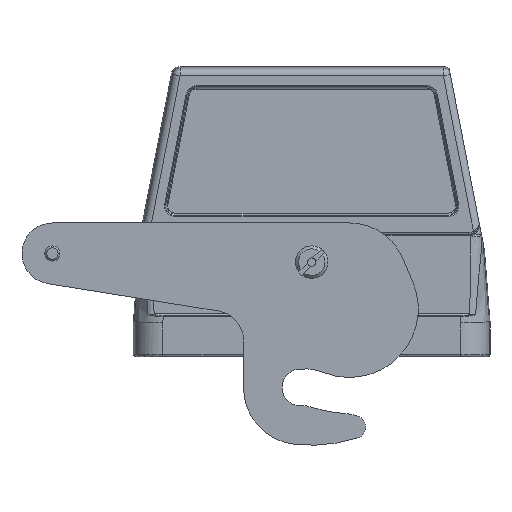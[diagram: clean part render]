
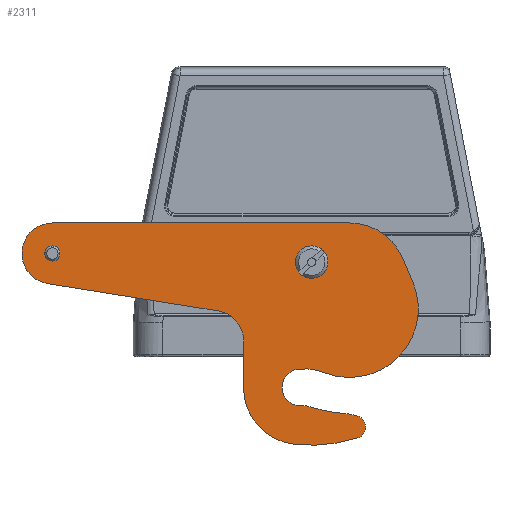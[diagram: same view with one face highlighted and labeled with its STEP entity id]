
A CAD part, front view. The second image highlights one B-rep face of the part: STEP entity #2311.
In plain terms, the highlighted planar face has unit normal (0, -1, 0).
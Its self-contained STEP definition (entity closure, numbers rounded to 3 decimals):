
#1635=FACE_BOUND('',#3686,.T.);
#1636=FACE_BOUND('',#3687,.T.);
#1637=FACE_BOUND('',#3688,.T.);
#2311=ADVANCED_FACE('',(#1635,#1636,#1637),#2546,.F.);
#2546=PLANE('',#13840);
#3686=EDGE_LOOP('',(#6299));
#3687=EDGE_LOOP('',(#6300));
#3688=EDGE_LOOP('',(#6301,#6302,#6303,#6304,#6305,#6306,#6307,#6308,#6309,
#6310,#6311,#6312,#6313,#6314,#6315,#6316));
#6299=ORIENTED_EDGE('',*,*,#8722,.T.);
#6300=ORIENTED_EDGE('',*,*,#8723,.T.);
#6301=ORIENTED_EDGE('',*,*,#8674,.F.);
#6302=ORIENTED_EDGE('',*,*,#8720,.F.);
#6303=ORIENTED_EDGE('',*,*,#8717,.F.);
#6304=ORIENTED_EDGE('',*,*,#8714,.F.);
#6305=ORIENTED_EDGE('',*,*,#8711,.F.);
#6306=ORIENTED_EDGE('',*,*,#8708,.F.);
#6307=ORIENTED_EDGE('',*,*,#8705,.F.);
#6308=ORIENTED_EDGE('',*,*,#8702,.F.);
#6309=ORIENTED_EDGE('',*,*,#8699,.F.);
#6310=ORIENTED_EDGE('',*,*,#8696,.F.);
#6311=ORIENTED_EDGE('',*,*,#8693,.F.);
#6312=ORIENTED_EDGE('',*,*,#8690,.F.);
#6313=ORIENTED_EDGE('',*,*,#8687,.F.);
#6314=ORIENTED_EDGE('',*,*,#8684,.F.);
#6315=ORIENTED_EDGE('',*,*,#8681,.F.);
#6316=ORIENTED_EDGE('',*,*,#8678,.F.);
#7325=VERTEX_POINT('',#24670);
#7326=VERTEX_POINT('',#24671);
#7329=VERTEX_POINT('',#24679);
#7331=VERTEX_POINT('',#24685);
#7333=VERTEX_POINT('',#24691);
#7335=VERTEX_POINT('',#24697);
#7337=VERTEX_POINT('',#24703);
#7339=VERTEX_POINT('',#24709);
#7341=VERTEX_POINT('',#24715);
#7343=VERTEX_POINT('',#24721);
#7345=VERTEX_POINT('',#24727);
#7347=VERTEX_POINT('',#24733);
#7349=VERTEX_POINT('',#24739);
#7351=VERTEX_POINT('',#24745);
#7353=VERTEX_POINT('',#24751);
#7355=VERTEX_POINT('',#24757);
#7357=VERTEX_POINT('',#24767);
#7358=VERTEX_POINT('',#24769);
#8674=EDGE_CURVE('',#7325,#7326,#9181,.T.);
#8678=EDGE_CURVE('',#7326,#7329,#9183,.T.);
#8681=EDGE_CURVE('',#7329,#7331,#9185,.T.);
#8684=EDGE_CURVE('',#7331,#7333,#11247,.T.);
#8687=EDGE_CURVE('',#7333,#7335,#9187,.T.);
#8690=EDGE_CURVE('',#7335,#7337,#11251,.T.);
#8693=EDGE_CURVE('',#7337,#7339,#9189,.T.);
#8696=EDGE_CURVE('',#7339,#7341,#11255,.T.);
#8699=EDGE_CURVE('',#7341,#7343,#9191,.T.);
#8702=EDGE_CURVE('',#7343,#7345,#11259,.T.);
#8705=EDGE_CURVE('',#7345,#7347,#9193,.T.);
#8708=EDGE_CURVE('',#7347,#7349,#9195,.T.);
#8711=EDGE_CURVE('',#7349,#7351,#9197,.T.);
#8714=EDGE_CURVE('',#7351,#7353,#9199,.T.);
#8717=EDGE_CURVE('',#7353,#7355,#9201,.T.);
#8720=EDGE_CURVE('',#7355,#7325,#9203,.T.);
#8722=EDGE_CURVE('',#7357,#7357,#9205,.T.);
#8723=EDGE_CURVE('',#7358,#7358,#9206,.T.);
#9181=CIRCLE('',#13797,3.);
#9183=CIRCLE('',#13800,40.);
#9185=CIRCLE('',#13803,15.);
#9187=CIRCLE('',#13807,8.);
#9189=CIRCLE('',#13811,8.);
#9191=CIRCLE('',#13815,15.);
#9193=CIRCLE('',#13819,18.);
#9195=CIRCLE('',#13822,15.);
#9197=CIRCLE('',#13825,4.85);
#9199=CIRCLE('',#13828,5.);
#9201=CIRCLE('',#13831,35.);
#9203=CIRCLE('',#13834,15.);
#9205=CIRCLE('',#13838,1.975);
#9206=CIRCLE('',#13839,4.25);
#11247=LINE('',#24690,#11958);
#11251=LINE('',#24702,#11962);
#11255=LINE('',#24714,#11966);
#11259=LINE('',#24726,#11970);
#11958=VECTOR('',#16272,1.);
#11962=VECTOR('',#16284,1.);
#11966=VECTOR('',#16296,1.);
#11970=VECTOR('',#16308,1.);
#13797=AXIS2_PLACEMENT_3D('',#24669,#16250,#16251);
#13800=AXIS2_PLACEMENT_3D('',#24678,#16258,#16259);
#13803=AXIS2_PLACEMENT_3D('',#24684,#16265,#16266);
#13807=AXIS2_PLACEMENT_3D('',#24696,#16277,#16278);
#13811=AXIS2_PLACEMENT_3D('',#24708,#16289,#16290);
#13815=AXIS2_PLACEMENT_3D('',#24720,#16301,#16302);
#13819=AXIS2_PLACEMENT_3D('',#24732,#16313,#16314);
#13822=AXIS2_PLACEMENT_3D('',#24738,#16320,#16321);
#13825=AXIS2_PLACEMENT_3D('',#24744,#16327,#16328);
#13828=AXIS2_PLACEMENT_3D('',#24750,#16334,#16335);
#13831=AXIS2_PLACEMENT_3D('',#24756,#16341,#16342);
#13834=AXIS2_PLACEMENT_3D('',#24762,#16348,#16349);
#13838=AXIS2_PLACEMENT_3D('',#24766,#16356,#16357);
#13839=AXIS2_PLACEMENT_3D('',#24768,#16358,#16359);
#13840=AXIS2_PLACEMENT_3D('',#24770,#16360,#16361);
#16250=DIRECTION('',(0.,1.,0.));
#16251=DIRECTION('',(-1.,0.,0.004));
#16258=DIRECTION('',(0.,1.,0.));
#16259=DIRECTION('',(-1.,0.,0.004));
#16265=DIRECTION('',(0.,1.,0.));
#16266=DIRECTION('',(-1.,0.,0.004));
#16272=DIRECTION('',(0.004,0.,1.));
#16277=DIRECTION('',(0.,-1.,0.));
#16278=DIRECTION('',(-1.,0.,0.004));
#16284=DIRECTION('',(-0.987,0.,0.158));
#16289=DIRECTION('',(0.,1.,0.));
#16290=DIRECTION('',(-1.,0.,0.004));
#16296=DIRECTION('',(1.,0.,0.));
#16301=DIRECTION('',(0.,1.,0.));
#16302=DIRECTION('',(-1.,0.,0.004));
#16308=DIRECTION('',(0.396,0.,-0.918));
#16313=DIRECTION('',(0.,1.,0.));
#16314=DIRECTION('',(-1.,0.,0.004));
#16320=DIRECTION('',(0.,-1.,0.));
#16321=DIRECTION('',(-1.,0.,0.004));
#16327=DIRECTION('',(0.,-1.,0.));
#16328=DIRECTION('',(-1.,0.,0.004));
#16334=DIRECTION('',(0.,1.,0.));
#16335=DIRECTION('',(-1.,0.,0.004));
#16341=DIRECTION('',(0.,-1.,0.));
#16342=DIRECTION('',(-1.,0.,0.004));
#16348=DIRECTION('',(0.,1.,0.));
#16349=DIRECTION('',(-1.,0.,0.004));
#16356=DIRECTION('',(0.,1.,0.));
#16357=DIRECTION('',(0.,0.,1.));
#16358=DIRECTION('',(0.,1.,0.));
#16359=DIRECTION('',(0.,0.,1.));
#16360=DIRECTION('',(0.,1.,0.));
#16361=DIRECTION('',(-1.,0.,0.004));
#24669=CARTESIAN_POINT('',(11.134,-26.,-27.593));
#24670=CARTESIAN_POINT('',(12.081,-26.,-24.747));
#24671=CARTESIAN_POINT('',(12.052,-26.,-30.449));
#24678=CARTESIAN_POINT('',(-0.191,-26.,7.631));
#24679=CARTESIAN_POINT('',(-4.488,-26.,-32.138));
#24684=CARTESIAN_POINT('',(-2.876,-26.,-17.224));
#24685=CARTESIAN_POINT('',(-17.876,-26.,-17.167));
#24690=CARTESIAN_POINT('',(-17.876,-26.,-17.167));
#24691=CARTESIAN_POINT('',(-17.83,-26.,-5.082));
#24696=CARTESIAN_POINT('',(-25.83,-26.,-5.051));
#24697=CARTESIAN_POINT('',(-24.564,-26.,2.848));
#24702=CARTESIAN_POINT('',(-24.564,-26.,2.848));
#24703=CARTESIAN_POINT('',(-69.258,-26.,10.012));
#24708=CARTESIAN_POINT('',(-67.992,-26.,17.912));
#24709=CARTESIAN_POINT('',(-67.992,-26.,25.912));
#24714=CARTESIAN_POINT('',(-67.992,-26.,25.912));
#24715=CARTESIAN_POINT('',(9.982,-26.,25.912));
#24720=CARTESIAN_POINT('',(9.982,-26.,10.912));
#24721=CARTESIAN_POINT('',(23.753,-26.,16.859));
#24726=CARTESIAN_POINT('',(23.753,-26.,16.859));
#24727=CARTESIAN_POINT('',(26.478,-26.,10.548));
#24732=CARTESIAN_POINT('',(9.953,-26.,3.412));
#24733=CARTESIAN_POINT('',(3.42,-26.,-13.361));
#24738=CARTESIAN_POINT('',(-2.023,-26.,-27.338));
#24739=CARTESIAN_POINT('',(-3.284,-26.,-12.392));
#24744=CARTESIAN_POINT('',(-2.876,-26.,-17.224));
#24745=CARTESIAN_POINT('',(-2.436,-26.,-22.054));
#24750=CARTESIAN_POINT('',(-1.982,-26.,-27.034));
#24751=CARTESIAN_POINT('',(-0.399,-26.,-22.291));
#24756=CARTESIAN_POINT('',(10.682,-26.,10.909));
#24757=CARTESIAN_POINT('',(8.347,-26.,-24.013));
#24762=CARTESIAN_POINT('',(7.346,-26.,-38.98));
#24766=CARTESIAN_POINT('',(-67.992,-26.,17.912));
#24767=CARTESIAN_POINT('',(-67.992,-26.,19.887));
#24768=CARTESIAN_POINT('',(0.,-26.,15.65));
#24769=CARTESIAN_POINT('',(0.,-26.,19.9));
#24770=CARTESIAN_POINT('',(11.134,-26.,-27.593));
